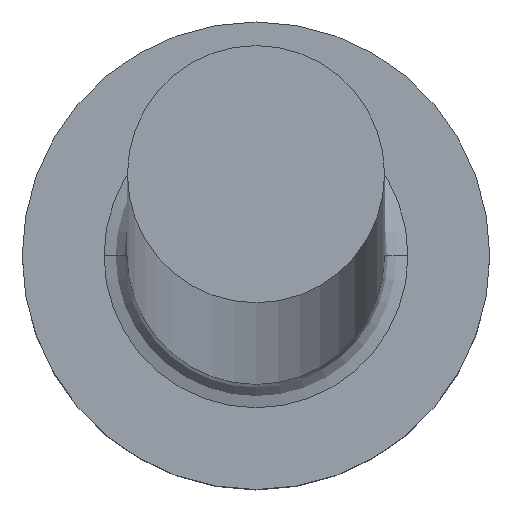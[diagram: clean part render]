
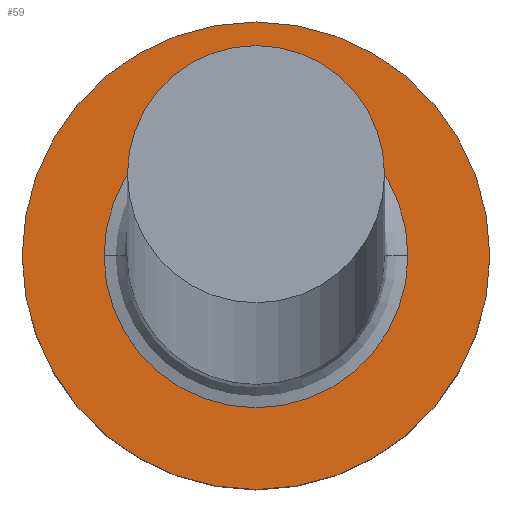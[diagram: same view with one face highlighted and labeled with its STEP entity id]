
A CAD part, top view. The second image highlights one B-rep face of the part: STEP entity #59.
In plain terms, the highlighted planar face has unit normal (0, 0, 1).
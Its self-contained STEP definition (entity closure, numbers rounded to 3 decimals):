
#9 = ORIENTED_EDGE ( 'NONE', *, *, #214, .T. ) ;
#10 = DIRECTION ( 'NONE',  ( 0., 0., 1. ) ) ;
#11 = DIRECTION ( 'NONE',  ( 1., 0., 0. ) ) ;
#26 = VERTEX_POINT ( 'NONE', #121 ) ;
#34 = DIRECTION ( 'NONE',  ( 1., 0., 0. ) ) ;
#38 = CIRCLE ( 'NONE', #286, 1.3 ) ;
#44 = VERTEX_POINT ( 'NONE', #213 ) ;
#51 = FACE_BOUND ( 'NONE', #123, .T. ) ;
#59 = ADVANCED_FACE ( 'NONE', ( #51, #146 ), #238, .T. ) ;
#60 = AXIS2_PLACEMENT_3D ( 'NONE', #126, #217, #289 ) ;
#62 = CARTESIAN_POINT ( 'NONE',  ( 0., 0., 2. ) ) ;
#64 = VERTEX_POINT ( 'NONE', #242 ) ;
#73 = CIRCLE ( 'NONE', #305, 2. ) ;
#77 = DIRECTION ( 'NONE',  ( 0., 0., -1. ) ) ;
#85 = EDGE_CURVE ( 'NONE', #64, #44, #271, .T. ) ;
#86 = CARTESIAN_POINT ( 'NONE',  ( 0., 0., 2. ) ) ;
#114 = AXIS2_PLACEMENT_3D ( 'NONE', #153, #10, #34 ) ;
#121 = CARTESIAN_POINT ( 'NONE',  ( -2., 0., 2. ) ) ;
#123 = EDGE_LOOP ( 'NONE', ( #129, #9 ) ) ;
#124 = AXIS2_PLACEMENT_3D ( 'NONE', #195, #77, #157 ) ;
#126 = CARTESIAN_POINT ( 'NONE',  ( 0., 0., 2. ) ) ;
#129 = ORIENTED_EDGE ( 'NONE', *, *, #85, .T. ) ;
#146 = FACE_OUTER_BOUND ( 'NONE', #288, .T. ) ;
#153 = CARTESIAN_POINT ( 'NONE',  ( 0., 0., 2. ) ) ;
#157 = DIRECTION ( 'NONE',  ( 1., 0., 0. ) ) ;
#158 = VERTEX_POINT ( 'NONE', #176 ) ;
#170 = ORIENTED_EDGE ( 'NONE', *, *, #186, .T. ) ;
#176 = CARTESIAN_POINT ( 'NONE',  ( 2., 0., 2. ) ) ;
#186 = EDGE_CURVE ( 'NONE', #26, #158, #255, .T. ) ;
#192 = EDGE_CURVE ( 'NONE', #158, #26, #73, .T. ) ;
#195 = CARTESIAN_POINT ( 'NONE',  ( 0., 0., 2. ) ) ;
#213 = CARTESIAN_POINT ( 'NONE',  ( -1.3, 0., 2. ) ) ;
#214 = EDGE_CURVE ( 'NONE', #44, #64, #38, .T. ) ;
#217 = DIRECTION ( 'NONE',  ( 0., 0., 1. ) ) ;
#228 = DIRECTION ( 'NONE',  ( 1., 0., 0. ) ) ;
#238 = PLANE ( 'NONE',  #60 ) ;
#242 = CARTESIAN_POINT ( 'NONE',  ( 1.3, 0., 2. ) ) ;
#245 = DIRECTION ( 'NONE',  ( 0., 0., 1. ) ) ;
#253 = ORIENTED_EDGE ( 'NONE', *, *, #192, .T. ) ;
#255 = CIRCLE ( 'NONE', #114, 2. ) ;
#271 = CIRCLE ( 'NONE', #124, 1.3 ) ;
#275 = DIRECTION ( 'NONE',  ( 0., 0., -1. ) ) ;
#286 = AXIS2_PLACEMENT_3D ( 'NONE', #62, #275, #228 ) ;
#288 = EDGE_LOOP ( 'NONE', ( #170, #253 ) ) ;
#289 = DIRECTION ( 'NONE',  ( 1., 0., 0. ) ) ;
#305 = AXIS2_PLACEMENT_3D ( 'NONE', #86, #245, #11 ) ;
